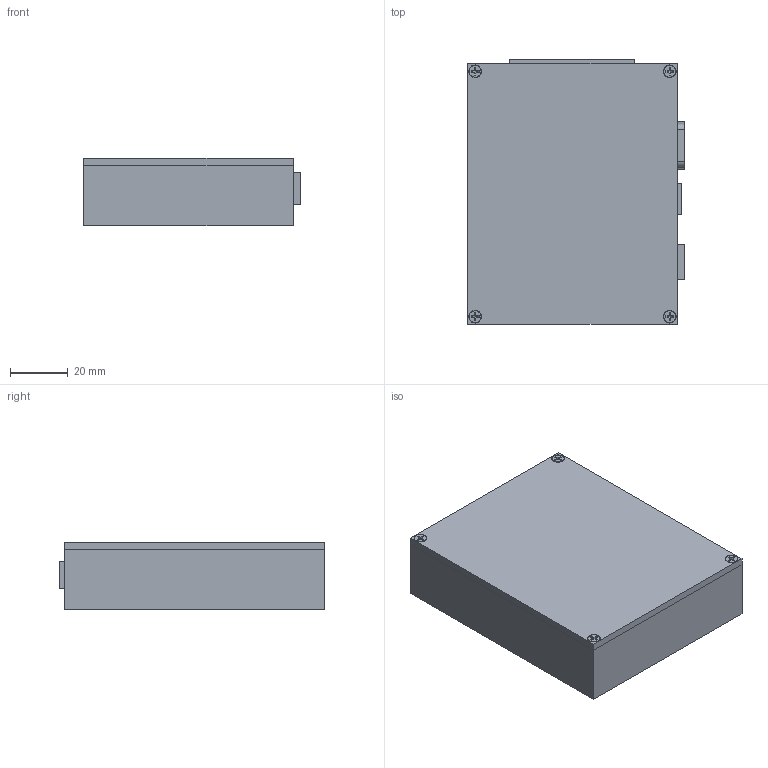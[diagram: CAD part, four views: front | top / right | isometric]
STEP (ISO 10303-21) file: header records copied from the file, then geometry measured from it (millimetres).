
FILE_DESCRIPTION (( 'STEP AP214' ), '1' );
FILE_NAME ('SOT-BC-EVA.STEP', '2024-03-25T22:34:29', ( '' ), ( '' ), 'SwSTEP 2.0', 'SolidWorks 2021', '' );
FILE_SCHEMA (( 'AUTOMOTIVE_DESIGN' ));
Length unit declared in the file: inch
Products named in the file (1): SOT-BC-EVA
Bounding box: 74.83 x 91.37 x 23.37 mm (x, y, z)
Volume: 152872.8 mm3; surface area: 36631.9 mm2
Topology: 4 solids, 4 shells, 256 faces, 657 edges, 424 vertices
Faces by surface type: plane 147, cylinder 67, cone 42
Entity records: 11061 total; most frequent: CARTESIAN_POINT 1682, ORIENTED_EDGE 1298, DIRECTION 1247, EDGE_CURVE 649, AXIS2_PLACEMENT_3D 437, VERTEX_POINT 424, VECTOR 373, LINE 373
